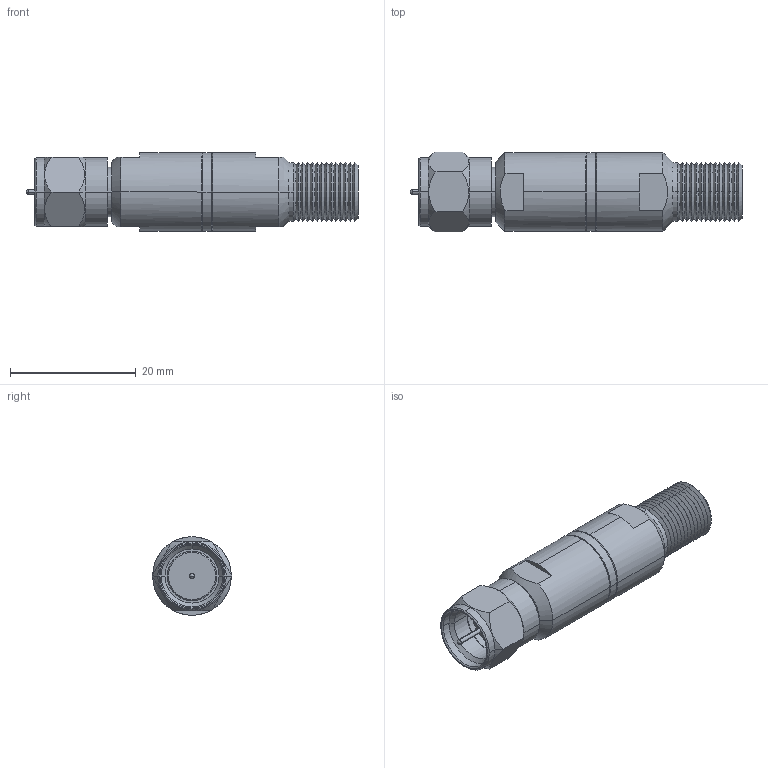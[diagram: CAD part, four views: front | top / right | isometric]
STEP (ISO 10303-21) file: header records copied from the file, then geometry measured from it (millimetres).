
FILE_DESCRIPTION (( 'STEP AP214' ), '1' );
FILE_NAME ('LCAT7396-6_3D.STEP', '2022-07-22T16:35:12', ( '' ), ( '' ), 'SwSTEP 2.0', 'SolidWorks 2021', '' );
FILE_SCHEMA (( 'AUTOMOTIVE_DESIGN' ));
Length unit declared in the file: millimetre
Products named in the file (4): Copy of FAT-FF7^LCAT7396-6; LCAT7396-6_3D; Copy of FAT-FM7^LCAT7396-6; Copy of FAT-B-11^LCAT7396-6
Assembly tree (3 placements, depth 2):
  LCAT7396-6_3D
    Copy of FAT-FM7^LCAT7396-6
    Copy of FAT-B-11^LCAT7396-6
    Copy of FAT-FF7^LCAT7396-6
Bounding box: 52.8 x 12.7 x 12.5 mm (x, y, z)
Volume: 6039.7 mm3; surface area: 3507.5 mm2
Topology: 3 solids, 3 shells, 195 faces, 427 edges, 243 vertices
Faces by surface type: cone 108, cylinder 57, plane 28, bspline 2
Entity records: 5607 total; most frequent: CARTESIAN_POINT 1111, DIRECTION 1019, ORIENTED_EDGE 846, EDGE_CURVE 423, AXIS2_PLACEMENT_3D 419, VERTEX_POINT 243, CIRCLE 220, EDGE_LOOP 204
